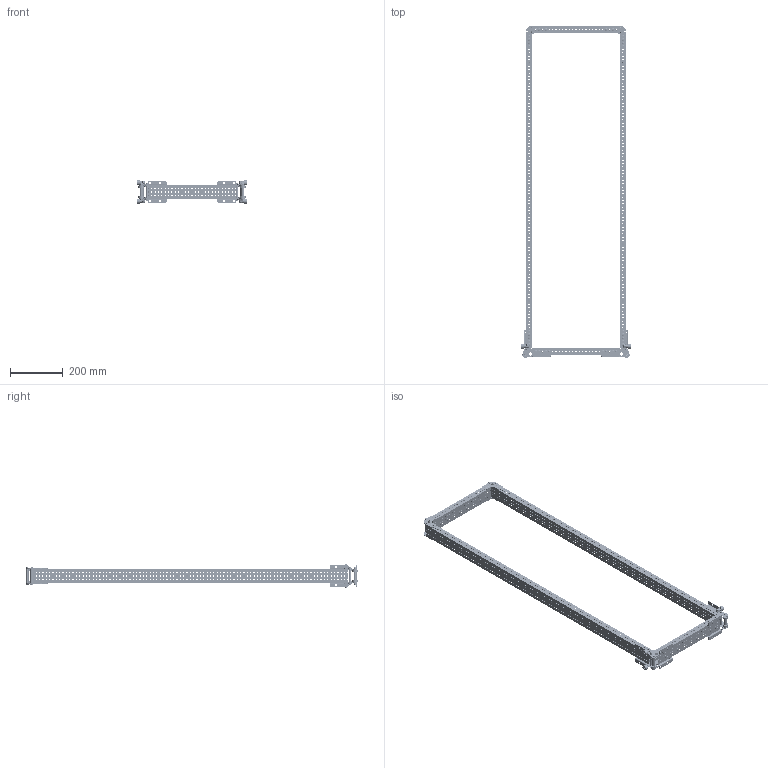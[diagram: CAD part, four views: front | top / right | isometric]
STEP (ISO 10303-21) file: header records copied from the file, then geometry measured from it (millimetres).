
FILE_DESCRIPTION (( 'STEP AP214' ), '1' );
FILE_NAME ('am-5547 Powered Elevator Carraige Support Stage.STEP', '2024-12-06T13:37:58', ( '' ), ( '' ), 'SwSTEP 2.0', 'SolidWorks 2024', '' );
FILE_SCHEMA (( 'AUTOMOTIVE_DESIGN' ));
Length unit declared in the file: inch
Products named in the file (22): am-5556 Powered Elevator Internal Corner Bracket; am-5547 Powered Elevator Carraige Support Stage; Extrusion-Carraige-Support-3; am-5543 Powered Elevator Passthrough Corner Kit_Flipped; am-1678; am-5542 Powered Elevator Internal Corner Kit; Cam_Follower_Sim; am-xxxx 2.00t x .192id x.313od Aluminum Spacer; am-xxxx 30mmt x 8.3mm id x 12mmod 13ME091 Nylon Spacer; am-1009 5-16 flat washer; 10-32 Nylock Jam Nut_90633A411; am-1226 steel rivet 1875 125-250 grip; 10-32x2500_shcs 2_HX-SHCS 0.19-32x1.375x1-C; am-4456 8 mm ID 22 mm OD Shielded Bearing 608ZZ_57155K629; m5 bearing sim; am-5542 Powered Elevator Internal Corner Kit_Flipped; am-5557 Powered Elevator Passthrough Corner Bracket; Extrusion-Carraige-Support-2; .201ID x .375OD x 2.000 Aluminum Spacer; M8 Nylock Nut_90576A117; Extrusion-Carraige-Support-1; am-5543 Powered Elevator Passthrough Corner Kit
Assembly tree (146 placements, depth 3):
  am-5547 Powered Elevator Carraige Support Stage
    Extrusion-Carraige-Support-1
    am-5542 Powered Elevator Internal Corner Kit
      am-5556 Powered Elevator Internal Corner Bracket  x2
      Cam_Follower_Sim  x2
      am-1678  x2
      M8 Nylock Nut_90576A117  x2
      m5 bearing sim  x2
      10-32x2500_shcs 2_HX-SHCS 0.19-32x1.375x1-C  x2
      am-xxxx 2.00t x .192id x.313od Aluminum Spacer
      am-1009 5-16 flat washer  x4
      .201ID x .375OD x 2.000 Aluminum Spacer
      am-4456 8 mm ID 22 mm OD Shielded Bearing 608ZZ_57155K629  x2
      am-xxxx 30mmt x 8.3mm id x 12mmod 13ME091 Nylon Spacer
      10-32 Nylock Jam Nut_90633A411  x2
      am-1226 steel rivet 1875 125-250 grip  x20
    am-5542 Powered Elevator Internal Corner Kit_Flipped
      am-5556 Powered Elevator Internal Corner Bracket  x2
      Cam_Follower_Sim  x2
      am-1678  x2
      M8 Nylock Nut_90576A117  x2
      m5 bearing sim  x2
      10-32x2500_shcs 2_HX-SHCS 0.19-32x1.375x1-C  x2
      am-xxxx 2.00t x .192id x.313od Aluminum Spacer
      am-1009 5-16 flat washer  x4
      am-4456 8 mm ID 22 mm OD Shielded Bearing 608ZZ_57155K629  x2
      am-xxxx 30mmt x 8.3mm id x 12mmod 13ME091 Nylon Spacer
      .201ID x .375OD x 2.000 Aluminum Spacer
      10-32 Nylock Jam Nut_90633A411  x2
      am-1226 steel rivet 1875 125-250 grip  x20
    Extrusion-Carraige-Support-2  x2
    am-5543 Powered Elevator Passthrough Corner Kit
      am-5557 Powered Elevator Passthrough Corner Bracket  x2
      m5 bearing sim  x2
      10-32x2500_shcs 2_HX-SHCS 0.19-32x1.375x1-C  x2
      .201ID x .375OD x 2.000 Aluminum Spacer  x2
      10-32 Nylock Jam Nut_90633A411  x2
      am-1226 steel rivet 1875 125-250 grip  x16
    am-5543 Powered Elevator Passthrough Corner Kit_Flipped
      am-5557 Powered Elevator Passthrough Corner Bracket  x2
      m5 bearing sim  x2
      10-32x2500_shcs 2_HX-SHCS 0.19-32x1.375x1-C  x2
      .201ID x .375OD x 2.000 Aluminum Spacer  x2
      10-32 Nylock Jam Nut_90633A411  x2
      am-1226 steel rivet 1875 125-250 grip  x16
    Extrusion-Carraige-Support-3
Bounding box: 420.13 x 1257.73 x 88.8 mm (x, y, z)
Volume: 807887.5 mm3; surface area: 1035294.2 mm2
Topology: 198 solids, 198 shells, 7160 faces, 18966 edges, 12248 vertices
Faces by surface type: cylinder 5230, plane 930, cone 808, torus 112, sphere 80
Entity records: 105527 total; most frequent: DIRECTION 19474, CARTESIAN_POINT 18410, ORIENTED_EDGE 16582, EDGE_CURVE 8291, AXIS2_PLACEMENT_3D 8260, VERTEX_POINT 5470, EDGE_LOOP 5289, CIRCLE 5215
